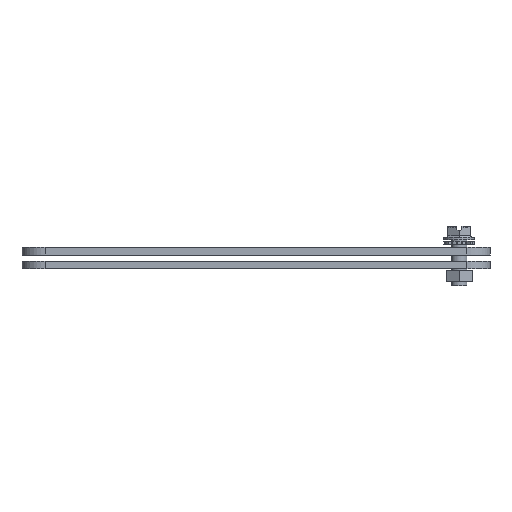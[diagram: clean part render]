
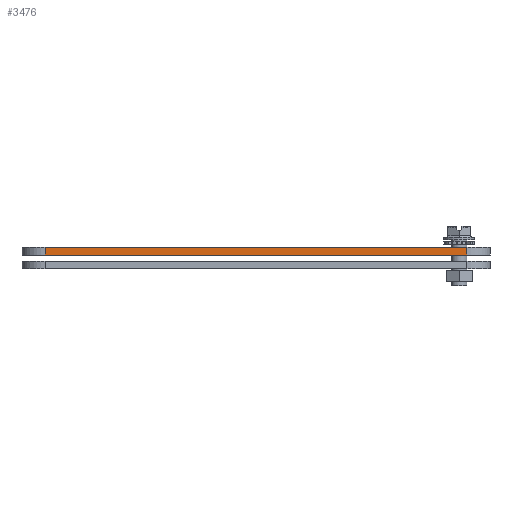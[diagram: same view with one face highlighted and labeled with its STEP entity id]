
A CAD part, left-side view. The second image highlights one B-rep face of the part: STEP entity #3476.
In plain terms, the highlighted planar face has unit normal (-1, 0, 0).
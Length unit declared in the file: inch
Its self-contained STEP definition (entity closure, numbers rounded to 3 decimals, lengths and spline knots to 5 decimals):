
#14 = EDGE_CURVE ( 'NONE', #1866, #1071, #898, .T. ) ;
#324 = DIRECTION ( 'NONE',  ( 0., 1., 0. ) ) ;
#426 = LINE ( 'NONE', #1809, #1661 ) ;
#477 = CARTESIAN_POINT ( 'NONE',  ( -3.8125, -3.4375, 0.225 ) ) ;
#575 = CARTESIAN_POINT ( 'NONE',  ( -3.8125, -3.4375, 0.35 ) ) ;
#678 = LINE ( 'NONE', #3333, #1629 ) ;
#693 = EDGE_CURVE ( 'NONE', #1715, #1780, #426, .T. ) ;
#898 = LINE ( 'NONE', #575, #1207 ) ;
#1022 = CARTESIAN_POINT ( 'NONE',  ( -3.8125, 3.4375, 0.35 ) ) ;
#1071 = VERTEX_POINT ( 'NONE', #1538 ) ;
#1207 = VECTOR ( 'NONE', #1824, 39.37008 ) ;
#1251 = VECTOR ( 'NONE', #1867, 39.37008 ) ;
#1315 = DIRECTION ( 'NONE',  ( -1., 0., 0. ) ) ;
#1432 = DIRECTION ( 'NONE',  ( 0., 0., 1. ) ) ;
#1538 = CARTESIAN_POINT ( 'NONE',  ( -3.8125, -3.4375, 0.35 ) ) ;
#1570 = FACE_OUTER_BOUND ( 'NONE', #1897, .T. ) ;
#1629 = VECTOR ( 'NONE', #324, 39.37008 ) ;
#1661 = VECTOR ( 'NONE', #1432, 39.37008 ) ;
#1666 = ORIENTED_EDGE ( 'NONE', *, *, #693, .F. ) ;
#1715 = VERTEX_POINT ( 'NONE', #2946 ) ;
#1780 = VERTEX_POINT ( 'NONE', #1022 ) ;
#1809 = CARTESIAN_POINT ( 'NONE',  ( -3.8125, 3.4375, 0.35 ) ) ;
#1824 = DIRECTION ( 'NONE',  ( 0., 0., 1. ) ) ;
#1834 = AXIS2_PLACEMENT_3D ( 'NONE', #4146, #1315, #2992 ) ;
#1866 = VERTEX_POINT ( 'NONE', #477 ) ;
#1867 = DIRECTION ( 'NONE',  ( 0., -1., 0. ) ) ;
#1891 = CARTESIAN_POINT ( 'NONE',  ( -3.8125, -3.4375, 0.225 ) ) ;
#1897 = EDGE_LOOP ( 'NONE', ( #4111, #1666, #2030, #2521 ) ) ;
#1913 = LINE ( 'NONE', #1891, #1251 ) ;
#2030 = ORIENTED_EDGE ( 'NONE', *, *, #2629, .T. ) ;
#2172 = EDGE_CURVE ( 'NONE', #1071, #1780, #678, .T. ) ;
#2237 = PLANE ( 'NONE',  #1834 ) ;
#2521 = ORIENTED_EDGE ( 'NONE', *, *, #14, .T. ) ;
#2629 = EDGE_CURVE ( 'NONE', #1715, #1866, #1913, .T. ) ;
#2946 = CARTESIAN_POINT ( 'NONE',  ( -3.8125, 3.4375, 0.225 ) ) ;
#2992 = DIRECTION ( 'NONE',  ( 0., -1., 0. ) ) ;
#3333 = CARTESIAN_POINT ( 'NONE',  ( -3.8125, 3.4375, 0.35 ) ) ;
#3476 = ADVANCED_FACE ( 'NONE', ( #1570 ), #2237, .T. ) ;
#4111 = ORIENTED_EDGE ( 'NONE', *, *, #2172, .T. ) ;
#4146 = CARTESIAN_POINT ( 'NONE',  ( -3.8125, -3.4375, 0.35 ) ) ;
